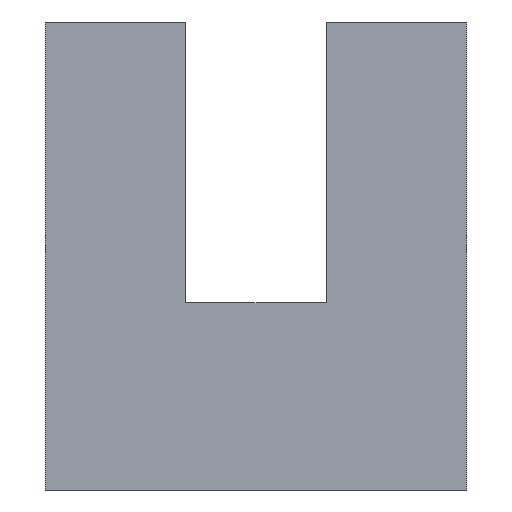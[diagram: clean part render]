
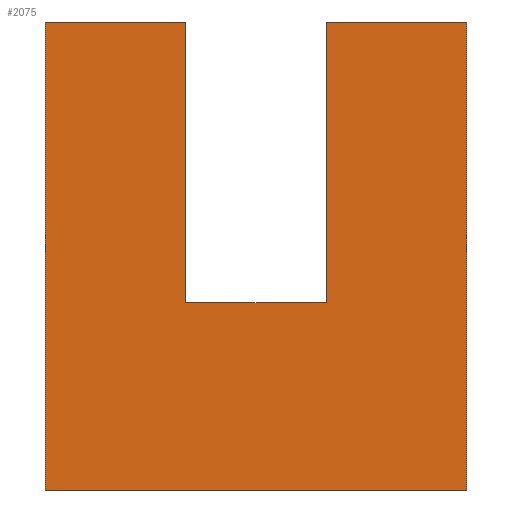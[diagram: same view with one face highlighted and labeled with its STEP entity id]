
A CAD part, front view. The second image highlights one B-rep face of the part: STEP entity #2075.
In plain terms, the highlighted face is planar.
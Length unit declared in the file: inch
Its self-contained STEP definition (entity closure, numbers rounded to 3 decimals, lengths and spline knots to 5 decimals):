
#1770=DIRECTION('',(0.,0.,1.));
#1771=VECTOR('',#1770,72.);
#1772=CARTESIAN_POINT('',(-18.,0.25,-60.));
#1773=LINE('',#1772,#1771);
#1774=DIRECTION('',(1.,0.,0.));
#1775=VECTOR('',#1774,36.);
#1776=CARTESIAN_POINT('',(-18.,0.25,12.));
#1777=LINE('',#1776,#1775);
#1778=DIRECTION('',(0.,0.,1.));
#1779=VECTOR('',#1778,72.);
#1780=CARTESIAN_POINT('',(18.,0.25,-60.));
#1781=LINE('',#1780,#1779);
#1782=DIRECTION('',(-1.,0.,0.));
#1783=VECTOR('',#1782,36.);
#1784=CARTESIAN_POINT('',(54.,0.25,-60.));
#1785=LINE('',#1784,#1783);
#1786=DIRECTION('',(0.,0.,-1.));
#1787=VECTOR('',#1786,120.);
#1788=CARTESIAN_POINT('',(54.,0.25,60.));
#1789=LINE('',#1788,#1787);
#1790=DIRECTION('',(0.,0.,1.));
#1791=VECTOR('',#1790,120.);
#1792=CARTESIAN_POINT('',(-54.,0.25,-60.));
#1793=LINE('',#1792,#1791);
#1794=DIRECTION('',(-1.,0.,0.));
#1795=VECTOR('',#1794,36.);
#1796=CARTESIAN_POINT('',(-18.,0.25,-60.));
#1797=LINE('',#1796,#1795);
#1802=DIRECTION('',(1.,0.,0.));
#1803=VECTOR('',#1802,108.);
#1804=CARTESIAN_POINT('',(-54.,0.25,60.));
#1805=LINE('',#1804,#1803);
#1842=CARTESIAN_POINT('',(-54.,0.25,-60.));
#1843=CARTESIAN_POINT('',(-54.,0.25,60.));
#1844=VERTEX_POINT('',#1842);
#1845=VERTEX_POINT('',#1843);
#1846=CARTESIAN_POINT('',(54.,0.25,60.));
#1847=CARTESIAN_POINT('',(54.,0.25,-60.));
#1848=VERTEX_POINT('',#1846);
#1849=VERTEX_POINT('',#1847);
#1882=CARTESIAN_POINT('',(-18.,0.25,-60.));
#1883=CARTESIAN_POINT('',(-18.,0.25,12.));
#1884=VERTEX_POINT('',#1882);
#1885=VERTEX_POINT('',#1883);
#1886=CARTESIAN_POINT('',(18.,0.25,12.));
#1887=VERTEX_POINT('',#1886);
#1888=CARTESIAN_POINT('',(18.,0.25,-60.));
#1889=VERTEX_POINT('',#1888);
#2057=CARTESIAN_POINT('',(0.,0.25,0.));
#2058=DIRECTION('',(0.,1.,0.));
#2059=DIRECTION('',(1.,0.,0.));
#2060=AXIS2_PLACEMENT_3D('',#2057,#2058,#2059);
#2061=PLANE('',#2060);
#2062=ORIENTED_EDGE('',*,*,#1930,.T.);
#2063=ORIENTED_EDGE('',*,*,#1949,.T.);
#2064=ORIENTED_EDGE('',*,*,#1967,.F.);
#2065=ORIENTED_EDGE('',*,*,#2052,.F.);
#2067=ORIENTED_EDGE('',*,*,#2066,.F.);
#2069=ORIENTED_EDGE('',*,*,#2068,.F.);
#2071=ORIENTED_EDGE('',*,*,#2070,.F.);
#2072=ORIENTED_EDGE('',*,*,#2035,.F.);
#2073=EDGE_LOOP('',(#2062,#2063,#2064,#2065,#2067,#2069,#2071,#2072));
#2074=FACE_OUTER_BOUND('',#2073,.F.);
#1930=EDGE_CURVE('',#1884,#1885,#1773,.T.);
#1949=EDGE_CURVE('',#1885,#1887,#1777,.T.);
#1967=EDGE_CURVE('',#1889,#1887,#1781,.T.);
#2035=EDGE_CURVE('',#1884,#1844,#1797,.T.);
#2052=EDGE_CURVE('',#1849,#1889,#1785,.T.);
#2066=EDGE_CURVE('',#1848,#1849,#1789,.T.);
#2068=EDGE_CURVE('',#1845,#1848,#1805,.T.);
#2070=EDGE_CURVE('',#1844,#1845,#1793,.T.);
#2075=ADVANCED_FACE('',(#2074),#2061,.T.);
